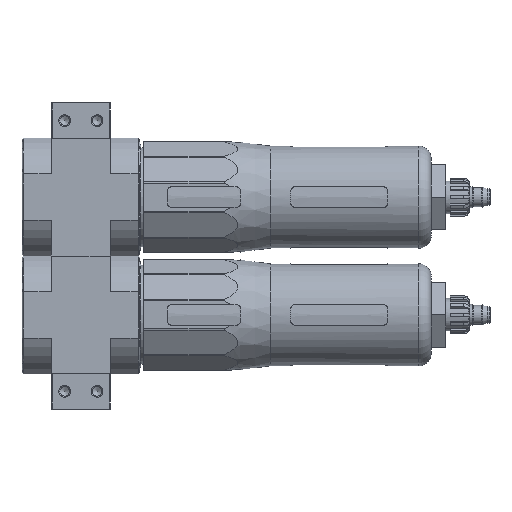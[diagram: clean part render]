
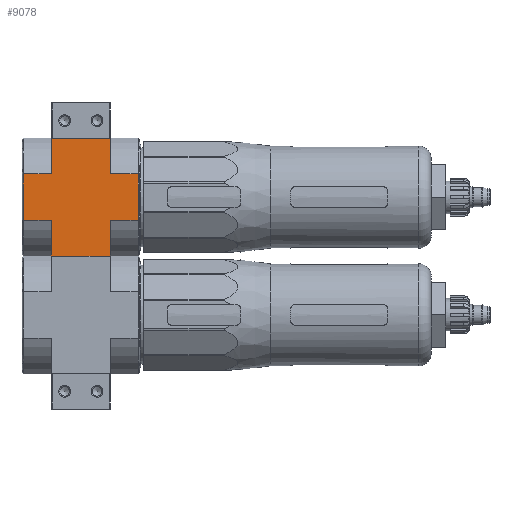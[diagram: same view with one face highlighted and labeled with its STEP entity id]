
A CAD part, left-side view. The second image highlights one B-rep face of the part: STEP entity #9078.
In plain terms, the highlighted face is planar.
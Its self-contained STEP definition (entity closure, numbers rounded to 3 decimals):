
#1922=ORIENTED_EDGE('',*,*,#4194,.T.);
#1923=ORIENTED_EDGE('',*,*,#4195,.F.);
#1924=ORIENTED_EDGE('',*,*,#4196,.T.);
#1925=ORIENTED_EDGE('',*,*,#4197,.F.);
#1926=ORIENTED_EDGE('',*,*,#4192,.T.);
#1927=ORIENTED_EDGE('',*,*,#4198,.T.);
#1928=ORIENTED_EDGE('',*,*,#4199,.F.);
#1929=ORIENTED_EDGE('',*,*,#4200,.T.);
#1930=ORIENTED_EDGE('',*,*,#4201,.F.);
#1931=ORIENTED_EDGE('',*,*,#4202,.T.);
#1932=ORIENTED_EDGE('',*,*,#4161,.F.);
#1933=ORIENTED_EDGE('',*,*,#4203,.F.);
#4161=EDGE_CURVE('',#5336,#5337,#6145,.T.);
#4192=EDGE_CURVE('',#5366,#5365,#6173,.T.);
#4194=EDGE_CURVE('',#5367,#5368,#6175,.F.);
#4195=EDGE_CURVE('',#5369,#5368,#6176,.T.);
#4196=EDGE_CURVE('',#5369,#5370,#6177,.T.);
#4197=EDGE_CURVE('',#5366,#5370,#6178,.T.);
#4198=EDGE_CURVE('',#5365,#5371,#6179,.T.);
#4199=EDGE_CURVE('',#5372,#5371,#6180,.T.);
#4200=EDGE_CURVE('',#5372,#5373,#6181,.T.);
#4201=EDGE_CURVE('',#5374,#5373,#6182,.F.);
#4202=EDGE_CURVE('',#5374,#5337,#6183,.T.);
#4203=EDGE_CURVE('',#5367,#5336,#6184,.T.);
#5336=VERTEX_POINT('',#16792);
#5337=VERTEX_POINT('',#16794);
#5365=VERTEX_POINT('',#16854);
#5366=VERTEX_POINT('',#16856);
#5367=VERTEX_POINT('',#16860);
#5368=VERTEX_POINT('',#16861);
#5369=VERTEX_POINT('',#16863);
#5370=VERTEX_POINT('',#16865);
#5371=VERTEX_POINT('',#16868);
#5372=VERTEX_POINT('',#16870);
#5373=VERTEX_POINT('',#16872);
#5374=VERTEX_POINT('',#16874);
#6145=LINE('',#16793,#6753);
#6173=LINE('',#16855,#6781);
#6175=LINE('',#16859,#6783);
#6176=LINE('',#16862,#6784);
#6177=LINE('',#16864,#6785);
#6178=LINE('',#16866,#6786);
#6179=LINE('',#16867,#6787);
#6180=LINE('',#16869,#6788);
#6181=LINE('',#16871,#6789);
#6182=LINE('',#16873,#6790);
#6183=LINE('',#16875,#6791);
#6184=LINE('',#16876,#6792);
#6753=VECTOR('',#13851,1000.);
#6781=VECTOR('',#13889,1000.);
#6783=VECTOR('',#13893,1000.);
#6784=VECTOR('',#13894,1000.);
#6785=VECTOR('',#13895,1000.);
#6786=VECTOR('',#13896,1000.);
#6787=VECTOR('',#13897,1000.);
#6788=VECTOR('',#13898,1000.);
#6789=VECTOR('',#13899,1000.);
#6790=VECTOR('',#13900,1000.);
#6791=VECTOR('',#13901,1000.);
#6792=VECTOR('',#13902,1000.);
#7370=EDGE_LOOP('',(#1922,#1923,#1924,#1925,#1926,#1927,#1928,#1929,#1930,
#1931,#1932,#1933));
#8121=FACE_BOUND('',#7370,.T.);
#8706=PLANE('',#12236);
#9078=ADVANCED_FACE('',(#8121),#8706,.F.);
#12236=AXIS2_PLACEMENT_3D('',#16858,#13891,#13892);
#13851=DIRECTION('',(0.,-1.,0.));
#13889=DIRECTION('',(0.,-1.,0.));
#13891=DIRECTION('',(0.,0.,1.));
#13892=DIRECTION('',(1.,0.,0.));
#13893=DIRECTION('',(0.,-1.,0.));
#13894=DIRECTION('',(-1.,0.,0.));
#13895=DIRECTION('',(0.,-1.,0.));
#13896=DIRECTION('',(-1.,0.,0.));
#13897=DIRECTION('',(-1.,0.,0.));
#13898=DIRECTION('',(0.,1.,0.));
#13899=DIRECTION('',(-1.,0.,0.));
#13900=DIRECTION('',(0.,1.,0.));
#13901=DIRECTION('',(-1.,0.,0.));
#13902=DIRECTION('',(-1.,0.,0.));
#16792=CARTESIAN_POINT('',(-20.,10.,-20.));
#16793=CARTESIAN_POINT('',(-20.,20.,-20.));
#16794=CARTESIAN_POINT('',(-20.,-10.,-20.));
#16854=CARTESIAN_POINT('',(20.,-10.,-20.));
#16855=CARTESIAN_POINT('',(20.,20.,-20.));
#16856=CARTESIAN_POINT('',(20.,10.,-20.));
#16858=CARTESIAN_POINT('',(20.,20.,-20.));
#16859=CARTESIAN_POINT('',(-7.89,30.,-20.));
#16860=CARTESIAN_POINT('',(-7.89,10.,-20.));
#16861=CARTESIAN_POINT('',(-7.89,19.5,-20.));
#16862=CARTESIAN_POINT('',(20.,19.5,-20.));
#16863=CARTESIAN_POINT('',(7.89,19.5,-20.));
#16864=CARTESIAN_POINT('',(7.89,30.,-20.));
#16865=CARTESIAN_POINT('',(7.89,10.,-20.));
#16866=CARTESIAN_POINT('',(20.,10.,-20.));
#16867=CARTESIAN_POINT('',(20.,-10.,-20.));
#16868=CARTESIAN_POINT('',(7.89,-10.,-20.));
#16869=CARTESIAN_POINT('',(7.89,-30.,-20.));
#16870=CARTESIAN_POINT('',(7.89,-19.5,-20.));
#16871=CARTESIAN_POINT('',(20.,-19.5,-20.));
#16872=CARTESIAN_POINT('',(-7.89,-19.5,-20.));
#16873=CARTESIAN_POINT('',(-7.89,-30.,-20.));
#16874=CARTESIAN_POINT('',(-7.89,-10.,-20.));
#16875=CARTESIAN_POINT('',(20.,-10.,-20.));
#16876=CARTESIAN_POINT('',(20.,10.,-20.));
